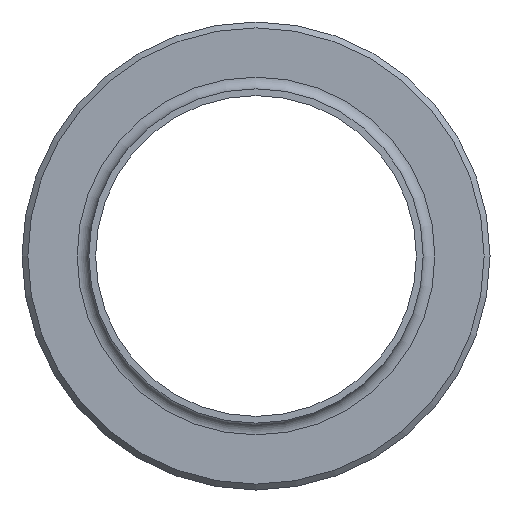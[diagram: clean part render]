
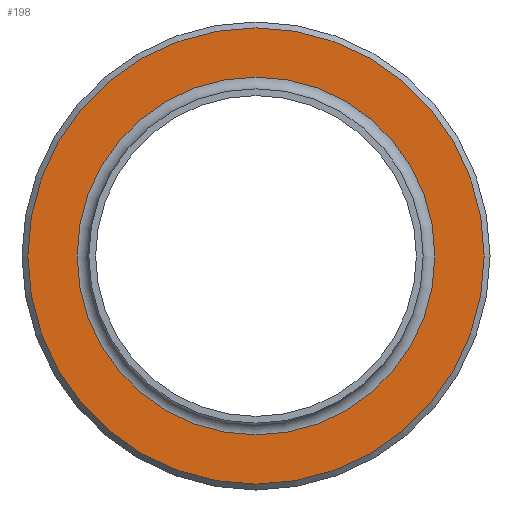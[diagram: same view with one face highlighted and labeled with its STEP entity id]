
A CAD part, left-side view. The second image highlights one B-rep face of the part: STEP entity #198.
In plain terms, the highlighted planar face has unit normal (-1, 0, 0).
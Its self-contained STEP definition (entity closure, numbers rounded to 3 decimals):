
#19=PLANE('',#224);
#33=FACE_BOUND('',#73,.T.);
#51=FACE_OUTER_BOUND('',#72,.T.);
#72=EDGE_LOOP('',(#162));
#73=EDGE_LOOP('',(#163));
#104=CIRCLE('',#219,78.);
#106=CIRCLE('',#222,61.15);
#122=VERTEX_POINT('',#332);
#124=VERTEX_POINT('',#337);
#140=EDGE_CURVE('',#122,#122,#104,.T.);
#142=EDGE_CURVE('',#124,#124,#106,.T.);
#162=ORIENTED_EDGE('',*,*,#140,.T.);
#163=ORIENTED_EDGE('',*,*,#142,.T.);
#198=ADVANCED_FACE('',(#51,#33),#19,.T.);
#219=AXIS2_PLACEMENT_3D('',#333,#261,#262);
#222=AXIS2_PLACEMENT_3D('',#338,#267,#268);
#224=AXIS2_PLACEMENT_3D('',#341,#271,#272);
#261=DIRECTION('center_axis',(-1.,0.,0.));
#262=DIRECTION('ref_axis',(0.,0.,1.));
#267=DIRECTION('center_axis',(1.,0.,0.));
#268=DIRECTION('ref_axis',(0.,1.,0.));
#271=DIRECTION('center_axis',(-1.,0.,0.));
#272=DIRECTION('ref_axis',(0.,0.,1.));
#332=CARTESIAN_POINT('',(44.,0.,78.));
#333=CARTESIAN_POINT('Origin',(44.,0.,0.));
#337=CARTESIAN_POINT('',(44.,61.15,0.));
#338=CARTESIAN_POINT('Origin',(44.,0.,0.));
#341=CARTESIAN_POINT('Origin',(44.,70.575,0.));
